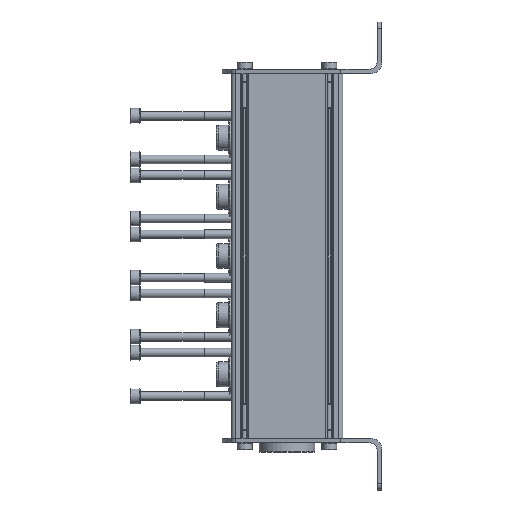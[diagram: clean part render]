
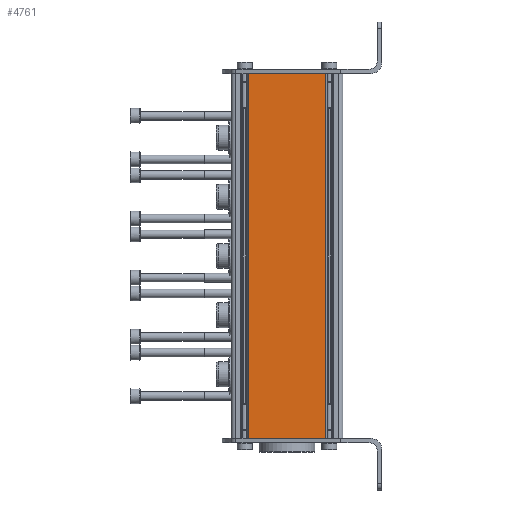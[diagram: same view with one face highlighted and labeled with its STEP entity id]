
A CAD part, left-side view. The second image highlights one B-rep face of the part: STEP entity #4761.
In plain terms, the highlighted planar face has unit normal (-1, 0, 0).
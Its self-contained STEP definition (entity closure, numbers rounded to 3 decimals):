
#324=LINE('',#7776,#648);
#325=LINE('',#7778,#649);
#326=LINE('',#7780,#650);
#327=LINE('',#7782,#651);
#648=VECTOR('',#6122,1000.);
#649=VECTOR('',#6125,1000.);
#650=VECTOR('',#6126,1000.);
#651=VECTOR('',#6127,1000.);
#876=PLANE('',#5219);
#1555=ORIENTED_EDGE('',*,*,#2774,.F.);
#1556=ORIENTED_EDGE('',*,*,#2773,.F.);
#1557=ORIENTED_EDGE('',*,*,#2775,.T.);
#1558=ORIENTED_EDGE('',*,*,#2776,.T.);
#2773=EDGE_CURVE('',#3350,#3349,#324,.T.);
#2774=EDGE_CURVE('',#3349,#3351,#325,.T.);
#2775=EDGE_CURVE('',#3350,#3352,#326,.T.);
#2776=EDGE_CURVE('',#3352,#3351,#327,.T.);
#3349=VERTEX_POINT('',#7773);
#3350=VERTEX_POINT('',#7775);
#3351=VERTEX_POINT('',#7779);
#3352=VERTEX_POINT('',#7781);
#3781=EDGE_LOOP('',(#1555,#1556,#1557,#1558));
#4215=FACE_BOUND('',#3781,.T.);
#4761=ADVANCED_FACE('',(#4215),#876,.T.);
#5219=AXIS2_PLACEMENT_3D('',#7777,#6123,#6124);
#6122=DIRECTION('',(0.,0.,1.));
#6123=DIRECTION('',(-1.,0.,0.));
#6124=DIRECTION('',(0.,0.,1.));
#6125=DIRECTION('',(0.,-1.,0.));
#6126=DIRECTION('',(0.,-1.,0.));
#6127=DIRECTION('',(0.,0.,1.));
#7773=CARTESIAN_POINT('',(-14.35,17.679,0.));
#7775=CARTESIAN_POINT('',(-14.35,17.679,-169.5));
#7776=CARTESIAN_POINT('',(-14.35,17.679,-169.5));
#7777=CARTESIAN_POINT('',(-14.35,17.679,-169.5));
#7778=CARTESIAN_POINT('',(-14.35,17.679,0.));
#7779=CARTESIAN_POINT('',(-14.35,-17.679,0.));
#7780=CARTESIAN_POINT('',(-14.35,17.679,-169.5));
#7781=CARTESIAN_POINT('',(-14.35,-17.679,-169.5));
#7782=CARTESIAN_POINT('',(-14.35,-17.679,-169.5));
